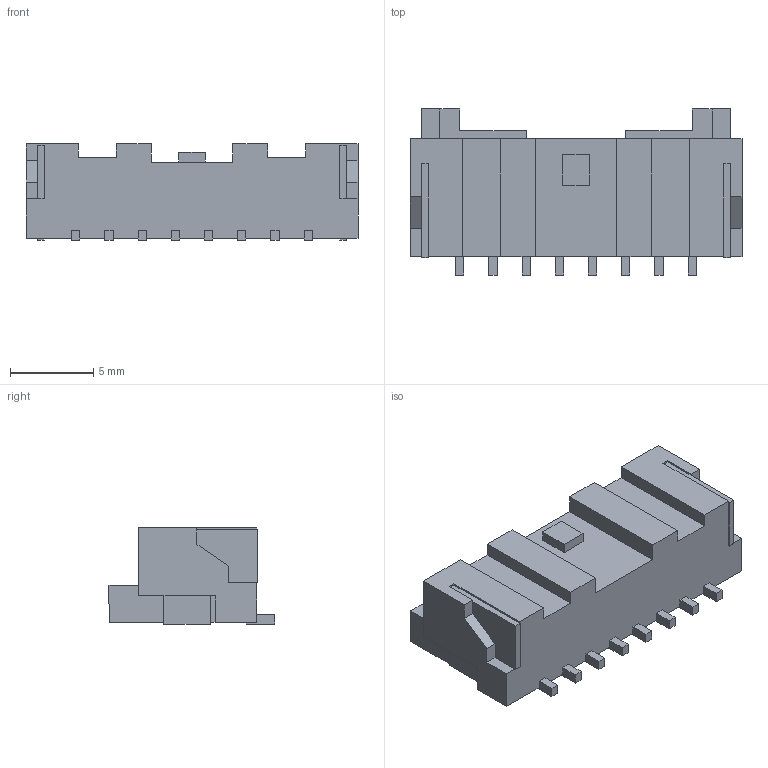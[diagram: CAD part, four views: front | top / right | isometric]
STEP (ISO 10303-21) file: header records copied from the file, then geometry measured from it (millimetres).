
FILE_DESCRIPTION (( 'STEP AP214' ), '1' );
FILE_NAME ('JST SM08B-PASS-TB.STEP', '2015-11-29T02:21:11', ( '' ), ( '' ), 'SwSTEP 2.0', 'SolidWorks 2015', '' );
FILE_SCHEMA (( 'AUTOMOTIVE_DESIGN' ));
Length unit declared in the file: millimetre
Products named in the file (1): JST SM08B-PASS-TB
Bounding box: 20 x 10 x 5.8 mm (x, y, z)
Volume: 550.4 mm3; surface area: 912.6 mm2
Topology: 1 solids, 1 shells, 181 faces, 504 edges, 334 vertices
Faces by surface type: plane 181
Entity records: 7695 total; most frequent: CARTESIAN_POINT 1020, ORIENTED_EDGE 1008, DIRECTION 868, VECTOR 504, LINE 504, EDGE_CURVE 504, VERTEX_POINT 334, EDGE_LOOP 190
